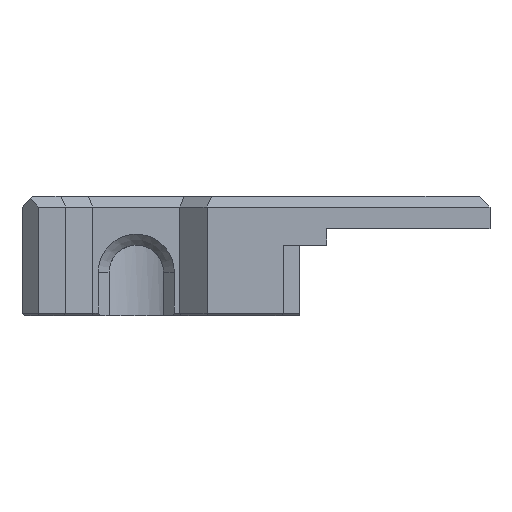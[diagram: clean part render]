
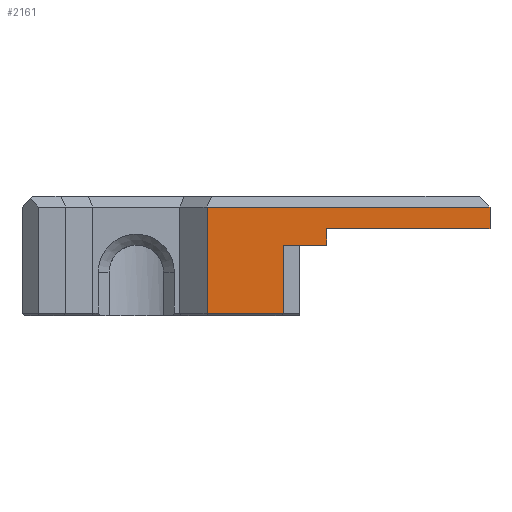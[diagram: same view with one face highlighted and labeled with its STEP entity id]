
A CAD part, front view. The second image highlights one B-rep face of the part: STEP entity #2161.
In plain terms, the highlighted planar face has unit normal (0, -1, 0).
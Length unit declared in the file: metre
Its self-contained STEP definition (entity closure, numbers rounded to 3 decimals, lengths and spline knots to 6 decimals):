
#63=PLANE('',#2332);
#161=LINE('',#3076,#394);
#223=LINE('',#3283,#456);
#224=LINE('',#3286,#457);
#225=LINE('',#3288,#458);
#226=LINE('',#3289,#459);
#227=LINE('',#3291,#460);
#228=LINE('',#3293,#461);
#229=LINE('',#3295,#462);
#394=VECTOR('',#2491,1.);
#456=VECTOR('',#2617,1.);
#457=VECTOR('',#2618,1.);
#458=VECTOR('',#2619,1.);
#459=VECTOR('',#2620,1.);
#460=VECTOR('',#2621,1.);
#461=VECTOR('',#2622,1.);
#462=VECTOR('',#2623,1.);
#731=ORIENTED_EDGE('',*,*,#1322,.F.);
#732=ORIENTED_EDGE('',*,*,#1323,.F.);
#733=ORIENTED_EDGE('',*,*,#1324,.F.);
#734=ORIENTED_EDGE('',*,*,#1234,.F.);
#735=ORIENTED_EDGE('',*,*,#1325,.F.);
#736=ORIENTED_EDGE('',*,*,#1326,.F.);
#737=ORIENTED_EDGE('',*,*,#1327,.T.);
#738=ORIENTED_EDGE('',*,*,#1328,.F.);
#1234=EDGE_CURVE('',#1535,#1536,#161,.T.);
#1322=EDGE_CURVE('',#1616,#1617,#223,.T.);
#1323=EDGE_CURVE('',#1618,#1616,#224,.T.);
#1324=EDGE_CURVE('',#1536,#1618,#225,.T.);
#1325=EDGE_CURVE('',#1619,#1535,#226,.T.);
#1326=EDGE_CURVE('',#1620,#1619,#227,.T.);
#1327=EDGE_CURVE('',#1620,#1621,#228,.T.);
#1328=EDGE_CURVE('',#1617,#1621,#229,.T.);
#1535=VERTEX_POINT('',#3075);
#1536=VERTEX_POINT('',#3077);
#1616=VERTEX_POINT('',#3284);
#1617=VERTEX_POINT('',#3285);
#1618=VERTEX_POINT('',#3287);
#1619=VERTEX_POINT('',#3290);
#1620=VERTEX_POINT('',#3292);
#1621=VERTEX_POINT('',#3294);
#1804=EDGE_LOOP('',(#731,#732,#733,#734,#735,#736,#737,#738));
#1980=FACE_BOUND('',#1804,.T.);
#2161=ADVANCED_FACE('',(#1980),#63,.F.);
#2332=AXIS2_PLACEMENT_3D('',#3282,#2615,#2616);
#2491=DIRECTION('',(-1.,0.,0.));
#2615=DIRECTION('',(0.,1.,0.));
#2616=DIRECTION('',(0.,0.,1.));
#2617=DIRECTION('',(0.,0.,-1.));
#2618=DIRECTION('',(-1.,0.,0.));
#2619=DIRECTION('',(0.,0.,-1.));
#2620=DIRECTION('',(0.,0.,-1.));
#2621=DIRECTION('',(1.,0.,0.));
#2622=DIRECTION('',(0.,0.,-1.));
#2623=DIRECTION('',(-1.,0.,0.));
#3075=CARTESIAN_POINT('',(0.111,-0.0215,0.03));
#3076=CARTESIAN_POINT('',(0.096,-0.0215,0.03));
#3077=CARTESIAN_POINT('',(0.081,-0.0215,0.03));
#3282=CARTESIAN_POINT('',(0.07,-0.0215,0.027));
#3283=CARTESIAN_POINT('',(0.073,-0.0215,0.027));
#3284=CARTESIAN_POINT('',(0.073,-0.0215,0.027));
#3285=CARTESIAN_POINT('',(0.073,-0.0215,0.0145));
#3286=CARTESIAN_POINT('',(0.0785,-0.0215,0.027));
#3287=CARTESIAN_POINT('',(0.081,-0.0215,0.027));
#3288=CARTESIAN_POINT('',(0.081,-0.0215,0.03));
#3289=CARTESIAN_POINT('',(0.111,-0.0215,0.036));
#3290=CARTESIAN_POINT('',(0.111,-0.0215,0.034));
#3291=CARTESIAN_POINT('',(0.111,-0.0215,0.034));
#3292=CARTESIAN_POINT('',(0.059,-0.0215,0.034));
#3293=CARTESIAN_POINT('',(0.059,-0.0215,0.027));
#3294=CARTESIAN_POINT('',(0.059,-0.0215,0.0145));
#3295=CARTESIAN_POINT('',(0.07,-0.0215,0.0145));
